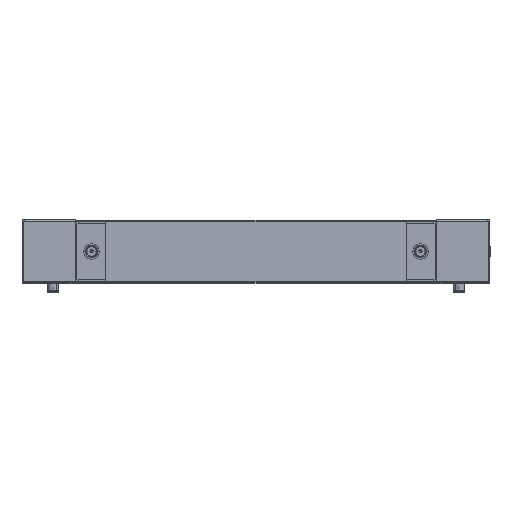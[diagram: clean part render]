
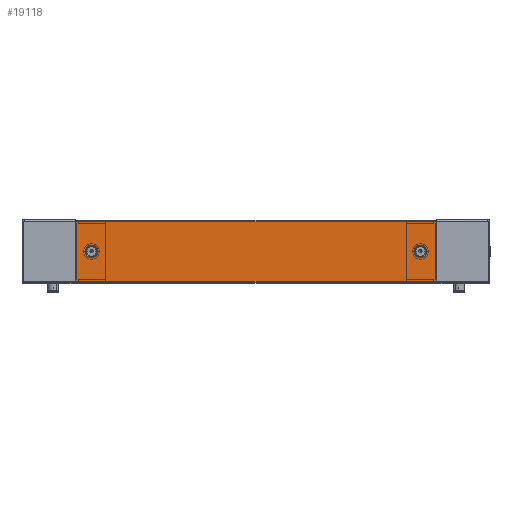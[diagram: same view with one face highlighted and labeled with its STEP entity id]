
A CAD part, top view. The second image highlights one B-rep face of the part: STEP entity #19118.
In plain terms, the highlighted face is planar.
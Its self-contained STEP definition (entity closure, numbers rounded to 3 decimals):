
#5010 = EDGE_LOOP ( 'NONE', ( #24720, #24722 ) ) ;
#5106 = EDGE_LOOP ( 'NONE', ( #24713, #24715 ) ) ;
#5790 = EDGE_LOOP ( 'NONE', ( #24716, #24717, #24718, #24719 ) ) ;
#6810 = CARTESIAN_POINT ( 'NONE',  ( 289., 47.9, 0. ) ) ;
#7006 = CARTESIAN_POINT ( 'NONE',  ( -289., -47.9, 0. ) ) ;
#7288 = CARTESIAN_POINT ( 'NONE',  ( -289., 47.9, 0. ) ) ;
#8641 = CARTESIAN_POINT ( 'NONE',  ( -253.5, 0., 0. ) ) ;
#8686 = CARTESIAN_POINT ( 'NONE',  ( -273.5, 0., 0. ) ) ;
#8701 = CARTESIAN_POINT ( 'NONE',  ( 289., -47.9, 0. ) ) ;
#8928 = CARTESIAN_POINT ( 'NONE',  ( 253.5, 0., 0. ) ) ;
#8962 = CARTESIAN_POINT ( 'NONE',  ( 273.5, 0., 0. ) ) ;
#10069 = VERTEX_POINT ( 'NONE', #8641 ) ;
#10073 = VERTEX_POINT ( 'NONE', #8686 ) ;
#10083 = VERTEX_POINT ( 'NONE', #8701 ) ;
#10130 = VERTEX_POINT ( 'NONE', #8928 ) ;
#10138 = VERTEX_POINT ( 'NONE', #8962 ) ;
#10179 = VERTEX_POINT ( 'NONE', #7288 ) ;
#10248 = VERTEX_POINT ( 'NONE', #7006 ) ;
#10298 = VERTEX_POINT ( 'NONE', #6810 ) ;
#11982 = VECTOR ( 'NONE', #20497, 1000. ) ;
#12049 = CIRCLE ( 'NONE', #18276, 10. ) ;
#12133 = FACE_OUTER_BOUND ( 'NONE', #5790, .T. ) ;
#12172 = CIRCLE ( 'NONE', #18304, 10. ) ;
#12473 = VECTOR ( 'NONE', #20492, 1000. ) ;
#12496 = FACE_BOUND ( 'NONE', #5106, .T. ) ;
#12591 = VECTOR ( 'NONE', #20493, 1000. ) ;
#12662 = LINE ( 'NONE', #20496, #12473 ) ;
#12711 = CIRCLE ( 'NONE', #18306, 10. ) ;
#13131 = LINE ( 'NONE', #20505, #12591 ) ;
#13193 = FACE_BOUND ( 'NONE', #5010, .T. ) ;
#13336 = LINE ( 'NONE', #20528, #13594 ) ;
#13339 = CIRCLE ( 'NONE', #18281, 10. ) ;
#13594 = VECTOR ( 'NONE', #20527, 1000. ) ;
#13637 = LINE ( 'NONE', #20498, #11982 ) ;
#18150 = EDGE_CURVE ( 'NONE', #10138, #10130, #12049, .T. ) ;
#18152 = EDGE_CURVE ( 'NONE', #10069, #10073, #13339, .T. ) ;
#18167 = EDGE_CURVE ( 'NONE', #10083, #10298, #13336, .T. ) ;
#18177 = EDGE_CURVE ( 'NONE', #10073, #10069, #12711, .T. ) ;
#18178 = EDGE_CURVE ( 'NONE', #10179, #10248, #13637, .T. ) ;
#18179 = EDGE_CURVE ( 'NONE', #10083, #10248, #13131, .T. ) ;
#18180 = EDGE_CURVE ( 'NONE', #10179, #10298, #12662, .T. ) ;
#18182 = EDGE_CURVE ( 'NONE', #10130, #10138, #12172, .T. ) ;
#18276 = AXIS2_PLACEMENT_3D ( 'NONE', #20588, #20585, #20583 ) ;
#18281 = AXIS2_PLACEMENT_3D ( 'NONE', #20578, #20577, #20576 ) ;
#18304 = AXIS2_PLACEMENT_3D ( 'NONE', #20487, #20486, #20484 ) ;
#18306 = AXIS2_PLACEMENT_3D ( 'NONE', #20501, #20500, #20499 ) ;
#18381 = AXIS2_PLACEMENT_3D ( 'NONE', #20153, #20145, #20144 ) ;
#19118 = ADVANCED_FACE ( 'NONE', ( #12496, #12133, #13193 ), #20146, .F. ) ;
#20144 = DIRECTION ( 'NONE',  ( 1., 0., 0. ) ) ;
#20145 = DIRECTION ( 'NONE',  ( 0., 0., 1. ) ) ;
#20146 = PLANE ( 'NONE',  #18381 ) ;
#20153 = CARTESIAN_POINT ( 'NONE',  ( -289., -48., 0. ) ) ;
#20484 = DIRECTION ( 'NONE',  ( -1., 0., 0. ) ) ;
#20486 = DIRECTION ( 'NONE',  ( 0., 0., -1. ) ) ;
#20487 = CARTESIAN_POINT ( 'NONE',  ( 263.5, 0., 0. ) ) ;
#20492 = DIRECTION ( 'NONE',  ( 1., 0., 0. ) ) ;
#20493 = DIRECTION ( 'NONE',  ( -1., 0., 0. ) ) ;
#20496 = CARTESIAN_POINT ( 'NONE',  ( -289., 47.9, 0. ) ) ;
#20497 = DIRECTION ( 'NONE',  ( 0., -1., 0. ) ) ;
#20498 = CARTESIAN_POINT ( 'NONE',  ( -289., 48., 0. ) ) ;
#20499 = DIRECTION ( 'NONE',  ( 1., 0., 0. ) ) ;
#20500 = DIRECTION ( 'NONE',  ( 0., 0., 1. ) ) ;
#20501 = CARTESIAN_POINT ( 'NONE',  ( -263.5, 0., 0. ) ) ;
#20505 = CARTESIAN_POINT ( 'NONE',  ( 289., -47.9, 0. ) ) ;
#20527 = DIRECTION ( 'NONE',  ( 0., 1., 0. ) ) ;
#20528 = CARTESIAN_POINT ( 'NONE',  ( 289., 48., 0. ) ) ;
#20576 = DIRECTION ( 'NONE',  ( 1., 0., 0. ) ) ;
#20577 = DIRECTION ( 'NONE',  ( 0., 0., 1. ) ) ;
#20578 = CARTESIAN_POINT ( 'NONE',  ( -263.5, 0., 0. ) ) ;
#20583 = DIRECTION ( 'NONE',  ( -1., 0., 0. ) ) ;
#20585 = DIRECTION ( 'NONE',  ( 0., 0., -1. ) ) ;
#20588 = CARTESIAN_POINT ( 'NONE',  ( 263.5, 0., 0. ) ) ;
#24713 = ORIENTED_EDGE ( 'NONE', *, *, #18152, .T. ) ;
#24715 = ORIENTED_EDGE ( 'NONE', *, *, #18177, .T. ) ;
#24716 = ORIENTED_EDGE ( 'NONE', *, *, #18179, .T. ) ;
#24717 = ORIENTED_EDGE ( 'NONE', *, *, #18178, .F. ) ;
#24718 = ORIENTED_EDGE ( 'NONE', *, *, #18180, .T. ) ;
#24719 = ORIENTED_EDGE ( 'NONE', *, *, #18167, .F. ) ;
#24720 = ORIENTED_EDGE ( 'NONE', *, *, #18182, .F. ) ;
#24722 = ORIENTED_EDGE ( 'NONE', *, *, #18150, .F. ) ;
